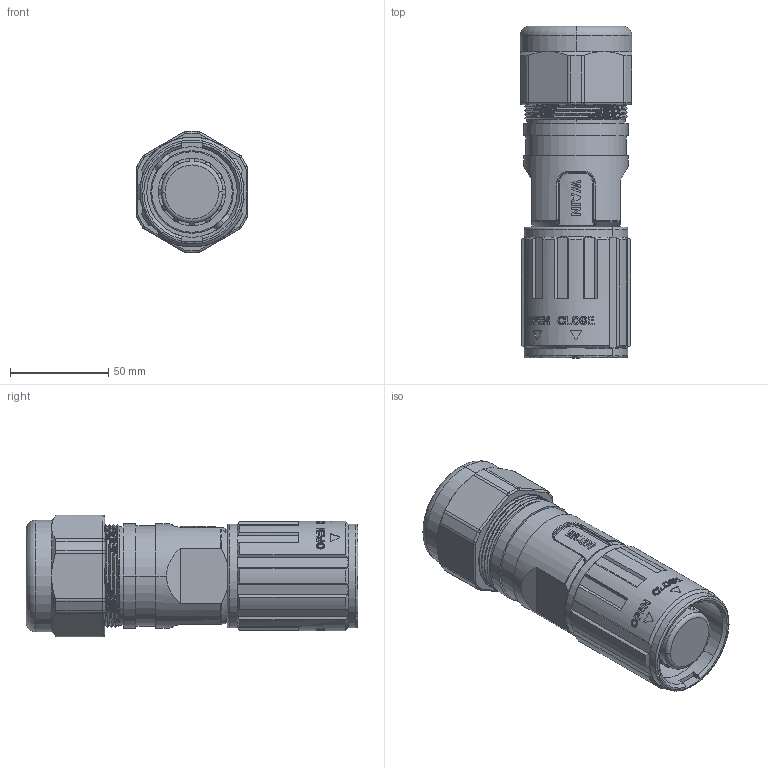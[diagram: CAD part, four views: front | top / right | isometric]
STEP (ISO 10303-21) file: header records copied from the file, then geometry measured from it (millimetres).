
FILE_DESCRIPTION((''),'2;1');
FILE_NAME('HC1000-FC_SW0001','2020-09-17T',('gy.ye'),(''),'PRO/ENGINEER BY PARAMETRIC TECHNOLOGY CORPORATION, 2012480','PRO/ENGINEER BY PARAMETRIC TECHNOLOGY CORPORATION, 2012480','');
FILE_SCHEMA(('CONFIG_CONTROL_DESIGN'));
Length unit declared in the file: inch
Products named in the file (1): HC1000-FC_SW0001
Bounding box: 57 x 168.9 x 61.82 mm (x, y, z)
Volume: 341366 mm3; surface area: 53585.8 mm2
Topology: 1 solids, 1 shells, 665 faces, 1756 edges, 1138 vertices
Faces by surface type: plane 255, extrusion 174, cylinder 144, cone 41, torus 29, bspline 22
Entity records: 31131 total; most frequent: CARTESIAN_POINT 10434, ORIENTED_EDGE 3512, DIRECTION 2661, EDGE_CURVE 1756, VERTEX_POINT 1138, AXIS2_PLACEMENT_3D 895, VECTOR 871, PRESENTATION_STYLE_ASSIGNMENT 833
